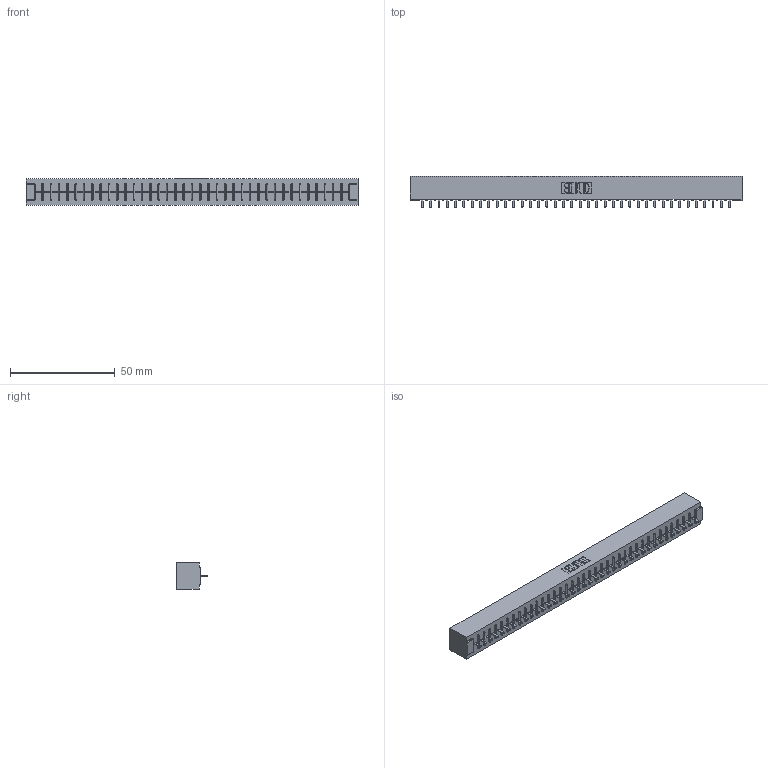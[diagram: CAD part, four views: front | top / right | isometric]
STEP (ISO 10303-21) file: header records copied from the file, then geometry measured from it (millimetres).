
FILE_DESCRIPTION (( 'STEP AP203' ), '1' );
FILE_NAME ('356-038-421-101.STEP', '2020-09-23T23:46:41', ( '' ), ( '' ), 'SwSTEP 2.0', 'SolidWorks 2020', '' );
FILE_SCHEMA (( 'CONFIG_CONTROL_DESIGN' ));
Length unit declared in the file: inch
Products named in the file (3): 306 Part_No Mounting; 306-290-001_121; 356-038-421-101
Assembly tree (39 placements, depth 2):
  356-038-421-101
    306 Part_No Mounting
    306-290-001_121  x38
Bounding box: 158.45 x 14.88 x 12.7 mm (x, y, z)
Volume: 18015.7 mm3; surface area: 18315.4 mm2
Topology: 39 solids, 39 shells, 2768 faces, 7778 edges, 4980 vertices
Faces by surface type: plane 1850, cylinder 766, sphere 152
Entity records: 35633 total; most frequent: CARTESIAN_POINT 5981, ORIENTED_EDGE 5928, DIRECTION 5898, EDGE_CURVE 2964, VECTOR 2320, LINE 2320, VERTEX_POINT 1872, AXIS2_PLACEMENT_3D 1789
